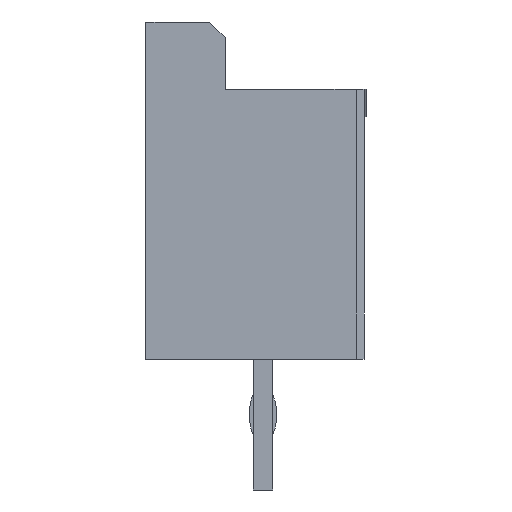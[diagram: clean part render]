
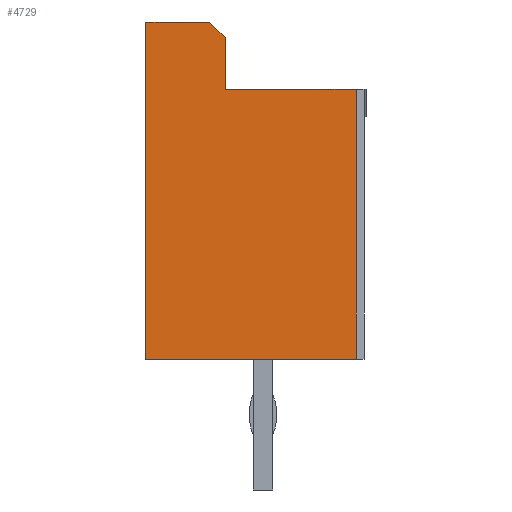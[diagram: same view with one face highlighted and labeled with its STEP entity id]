
A CAD part, left-side view. The second image highlights one B-rep face of the part: STEP entity #4729.
In plain terms, the highlighted planar face has unit normal (-1, 0, 0).
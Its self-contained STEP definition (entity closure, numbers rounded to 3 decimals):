
#287=FACE_OUTER_BOUND('',#553,.T.);
#553=EDGE_LOOP('',(#4181,#4182,#4183,#4184,#4185,#4186,#4187));
#574=LINE('',#6213,#1216);
#648=LINE('',#6361,#1290);
#699=LINE('',#6460,#1341);
#1130=LINE('',#7367,#1772);
#1138=LINE('',#7382,#1780);
#1144=LINE('',#7393,#1786);
#1193=LINE('',#7492,#1835);
#1216=VECTOR('',#5034,8.5);
#1290=VECTOR('',#5120,3.3);
#1341=VECTOR('',#5195,5.3);
#1772=VECTOR('',#6012,1.3);
#1780=VECTOR('',#6026,0.566);
#1786=VECTOR('',#6036,1.6);
#1835=VECTOR('',#6149,6.8);
#1858=VERTEX_POINT('',#6210);
#1859=VERTEX_POINT('',#6212);
#1926=VERTEX_POINT('',#6358);
#1927=VERTEX_POINT('',#6360);
#1963=VERTEX_POINT('',#6458);
#2246=VERTEX_POINT('',#7365);
#2250=VERTEX_POINT('',#7380);
#2284=EDGE_CURVE('',#1859,#1858,#574,.T.);
#2358=EDGE_CURVE('',#1927,#1926,#648,.T.);
#2409=EDGE_CURVE('',#1858,#1963,#699,.T.);
#2856=EDGE_CURVE('',#1926,#2246,#1130,.T.);
#2864=EDGE_CURVE('',#2246,#2250,#1138,.T.);
#2870=EDGE_CURVE('',#1859,#2250,#1144,.T.);
#2919=EDGE_CURVE('',#1927,#1963,#1193,.T.);
#4181=ORIENTED_EDGE('',*,*,#2358,.T.);
#4182=ORIENTED_EDGE('',*,*,#2856,.T.);
#4183=ORIENTED_EDGE('',*,*,#2864,.T.);
#4184=ORIENTED_EDGE('',*,*,#2870,.F.);
#4185=ORIENTED_EDGE('',*,*,#2284,.T.);
#4186=ORIENTED_EDGE('',*,*,#2409,.T.);
#4187=ORIENTED_EDGE('',*,*,#2919,.F.);
#4479=PLANE('',#5009);
#4729=ADVANCED_FACE('',(#287),#4479,.T.);
#5009=AXIS2_PLACEMENT_3D('',#7491,#6147,#6148);
#5034=DIRECTION('',(0.,0.,-1.));
#5120=DIRECTION('',(0.,1.,0.));
#5195=DIRECTION('',(0.,-1.,0.));
#6012=DIRECTION('',(0.,0.,1.));
#6026=DIRECTION('',(0.,0.707,0.707));
#6036=DIRECTION('',(0.,-1.,0.));
#6147=DIRECTION('center_axis',(-1.,0.,0.));
#6148=DIRECTION('ref_axis',(0.,0.,-1.));
#6149=DIRECTION('',(0.,0.,-1.));
#6210=CARTESIAN_POINT('',(-14.15,2.95,0.));
#6212=CARTESIAN_POINT('',(-14.15,2.95,8.5));
#6213=CARTESIAN_POINT('',(-14.15,2.95,8.5));
#6358=CARTESIAN_POINT('',(-14.15,0.95,6.8));
#6360=CARTESIAN_POINT('',(-14.15,-2.35,6.8));
#6361=CARTESIAN_POINT('',(-14.15,-2.35,6.8));
#6458=CARTESIAN_POINT('',(-14.15,-2.35,0.));
#6460=CARTESIAN_POINT('',(-14.15,2.95,0.));
#7365=CARTESIAN_POINT('',(-14.15,0.95,8.1));
#7367=CARTESIAN_POINT('',(-14.15,0.95,6.8));
#7380=CARTESIAN_POINT('',(-14.15,1.35,8.5));
#7382=CARTESIAN_POINT('',(-14.15,0.95,8.1));
#7393=CARTESIAN_POINT('',(-14.15,2.95,8.5));
#7491=CARTESIAN_POINT('Origin',(-14.15,2.95,8.5));
#7492=CARTESIAN_POINT('',(-14.15,-2.35,6.8));
